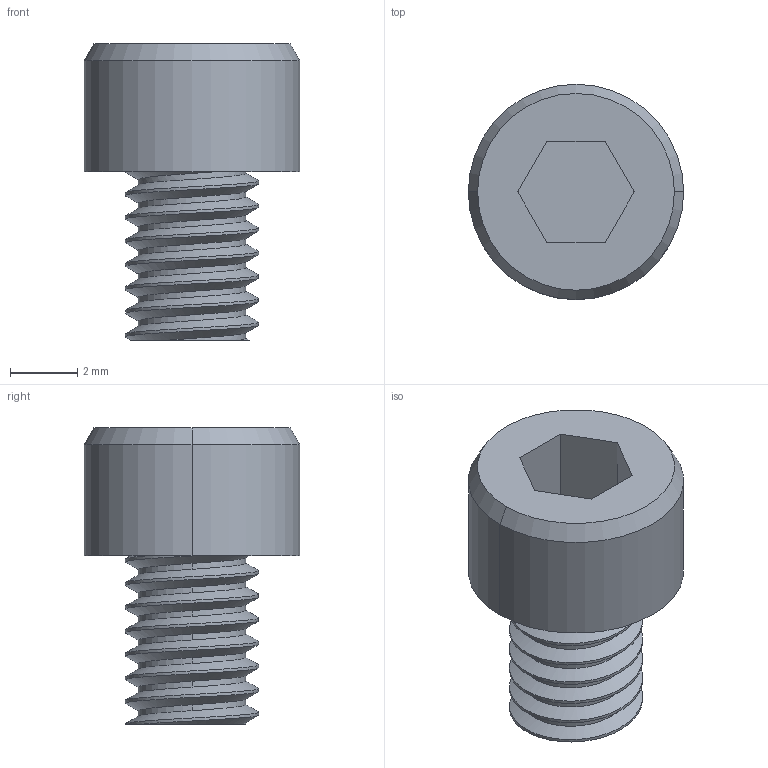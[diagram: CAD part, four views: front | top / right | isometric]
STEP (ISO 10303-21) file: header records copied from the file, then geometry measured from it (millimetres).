
FILE_DESCRIPTION (( 'STEP AP214' ), '1' );
FILE_NAME ('Bolt M4x5.STEP', '2022-02-11T12:50:50', ( '' ), ( '' ), 'SwSTEP 2.0', 'SolidWorks 2016', '' );
FILE_SCHEMA (( 'AUTOMOTIVE_DESIGN' ));
Length unit declared in the file: millimetre
Products named in the file (2): Bolt M4x5
Bounding box: 6.4 x 6.4 x 8.8 mm (x, y, z)
Volume: 150.6 mm3; surface area: 253.2 mm2
Topology: 1 solids, 1 shells, 33 faces, 86 edges, 57 vertices
Faces by surface type: cylinder 18, plane 10, bspline 3, cone 2
Entity records: 4551 total; most frequent: CARTESIAN_POINT 3805, ORIENTED_EDGE 172, DIRECTION 119, EDGE_CURVE 86, VERTEX_POINT 57, AXIS2_PLACEMENT_3D 41, VECTOR 37, LINE 37
